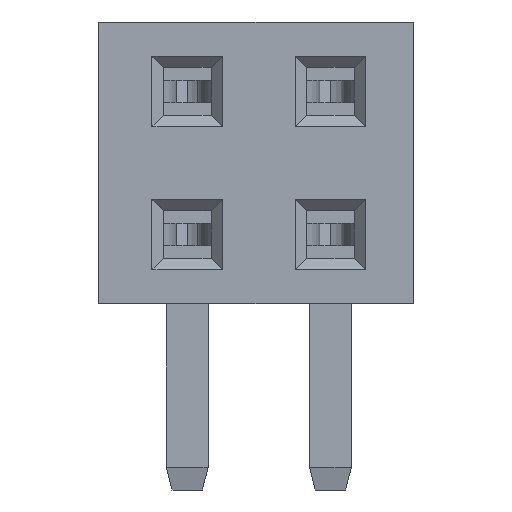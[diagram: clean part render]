
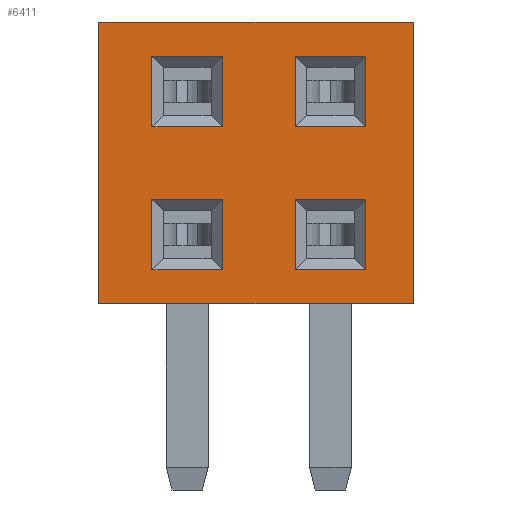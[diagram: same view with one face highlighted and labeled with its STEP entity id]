
A CAD part, left-side view. The second image highlights one B-rep face of the part: STEP entity #6411.
In plain terms, the highlighted face is planar.
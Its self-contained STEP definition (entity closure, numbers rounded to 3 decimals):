
#780=ORIENTED_EDGE('',*,*,#1763,.T.);
#781=ORIENTED_EDGE('',*,*,#1757,.T.);
#782=ORIENTED_EDGE('',*,*,#1759,.T.);
#783=ORIENTED_EDGE('',*,*,#1765,.T.);
#784=ORIENTED_EDGE('',*,*,#1831,.T.);
#785=ORIENTED_EDGE('',*,*,#1825,.T.);
#786=ORIENTED_EDGE('',*,*,#1827,.T.);
#787=ORIENTED_EDGE('',*,*,#1833,.T.);
#788=ORIENTED_EDGE('',*,*,#1865,.F.);
#789=ORIENTED_EDGE('',*,*,#1879,.F.);
#790=ORIENTED_EDGE('',*,*,#1871,.T.);
#791=ORIENTED_EDGE('',*,*,#1877,.T.);
#792=ORIENTED_EDGE('',*,*,#1797,.T.);
#793=ORIENTED_EDGE('',*,*,#1791,.T.);
#794=ORIENTED_EDGE('',*,*,#1793,.T.);
#795=ORIENTED_EDGE('',*,*,#1799,.T.);
#796=ORIENTED_EDGE('',*,*,#1729,.T.);
#797=ORIENTED_EDGE('',*,*,#1723,.T.);
#798=ORIENTED_EDGE('',*,*,#1725,.T.);
#799=ORIENTED_EDGE('',*,*,#1731,.T.);
#1723=EDGE_CURVE('',#2349,#2351,#2759,.T.);
#1725=EDGE_CURVE('',#2351,#2352,#2761,.T.);
#1729=EDGE_CURVE('',#2354,#2349,#2765,.T.);
#1731=EDGE_CURVE('',#2352,#2354,#2767,.T.);
#1757=EDGE_CURVE('',#2365,#2367,#2793,.T.);
#1759=EDGE_CURVE('',#2367,#2368,#2795,.T.);
#1763=EDGE_CURVE('',#2370,#2365,#2799,.T.);
#1765=EDGE_CURVE('',#2368,#2370,#2801,.T.);
#1791=EDGE_CURVE('',#2381,#2383,#2827,.T.);
#1793=EDGE_CURVE('',#2383,#2385,#2829,.T.);
#1797=EDGE_CURVE('',#2387,#2381,#2833,.T.);
#1799=EDGE_CURVE('',#2385,#2387,#2835,.T.);
#1825=EDGE_CURVE('',#2397,#2399,#2861,.T.);
#1827=EDGE_CURVE('',#2399,#2401,#2863,.T.);
#1831=EDGE_CURVE('',#2403,#2397,#2867,.T.);
#1833=EDGE_CURVE('',#2401,#2403,#2869,.T.);
#1865=EDGE_CURVE('',#2421,#2422,#2901,.T.);
#1871=EDGE_CURVE('',#2425,#2427,#2907,.T.);
#1877=EDGE_CURVE('',#2427,#2422,#2913,.T.);
#1879=EDGE_CURVE('',#2425,#2421,#2915,.T.);
#2349=VERTEX_POINT('',#8710);
#2351=VERTEX_POINT('',#8714);
#2352=VERTEX_POINT('',#8718);
#2354=VERTEX_POINT('',#8724);
#2365=VERTEX_POINT('',#8770);
#2367=VERTEX_POINT('',#8774);
#2368=VERTEX_POINT('',#8778);
#2370=VERTEX_POINT('',#8784);
#2381=VERTEX_POINT('',#8830);
#2383=VERTEX_POINT('',#8834);
#2385=VERTEX_POINT('',#8839);
#2387=VERTEX_POINT('',#8845);
#2397=VERTEX_POINT('',#8890);
#2399=VERTEX_POINT('',#8894);
#2401=VERTEX_POINT('',#8899);
#2403=VERTEX_POINT('',#8905);
#2421=VERTEX_POINT('',#8968);
#2422=VERTEX_POINT('',#8970);
#2425=VERTEX_POINT('',#8977);
#2427=VERTEX_POINT('',#8981);
#2759=LINE('',#8715,#3339);
#2761=LINE('',#8720,#3341);
#2765=LINE('',#8727,#3345);
#2767=LINE('',#8730,#3347);
#2793=LINE('',#8775,#3373);
#2795=LINE('',#8780,#3375);
#2799=LINE('',#8787,#3379);
#2801=LINE('',#8790,#3381);
#2827=LINE('',#8835,#3407);
#2829=LINE('',#8840,#3409);
#2833=LINE('',#8847,#3413);
#2835=LINE('',#8850,#3415);
#2861=LINE('',#8895,#3441);
#2863=LINE('',#8900,#3443);
#2867=LINE('',#8907,#3447);
#2869=LINE('',#8910,#3449);
#2901=LINE('',#8969,#3481);
#2907=LINE('',#8982,#3487);
#2913=LINE('',#8991,#3493);
#2915=LINE('',#8994,#3495);
#3339=VECTOR('',#7269,1000.);
#3341=VECTOR('',#7273,1000.);
#3345=VECTOR('',#7279,1000.);
#3347=VECTOR('',#7283,1000.);
#3373=VECTOR('',#7323,1000.);
#3375=VECTOR('',#7327,1000.);
#3379=VECTOR('',#7333,1000.);
#3381=VECTOR('',#7337,1000.);
#3407=VECTOR('',#7377,1000.);
#3409=VECTOR('',#7381,1000.);
#3413=VECTOR('',#7387,1000.);
#3415=VECTOR('',#7391,1000.);
#3441=VECTOR('',#7431,1000.);
#3443=VECTOR('',#7435,1000.);
#3447=VECTOR('',#7441,1000.);
#3449=VECTOR('',#7445,1000.);
#3481=VECTOR('',#7495,1000.);
#3487=VECTOR('',#7503,1000.);
#3493=VECTOR('',#7515,1000.);
#3495=VECTOR('',#7519,1000.);
#3801=EDGE_LOOP('',(#780,#781,#782,#783));
#3802=EDGE_LOOP('',(#784,#785,#786,#787));
#3803=EDGE_LOOP('',(#788,#789,#790,#791));
#3804=EDGE_LOOP('',(#792,#793,#794,#795));
#3805=EDGE_LOOP('',(#796,#797,#798,#799));
#4071=FACE_BOUND('',#3801,.T.);
#4072=FACE_BOUND('',#3802,.T.);
#4073=FACE_BOUND('',#3803,.T.);
#4074=FACE_BOUND('',#3804,.T.);
#4075=FACE_BOUND('',#3805,.T.);
#4337=PLANE('',#6696);
#6411=ADVANCED_FACE('',(#4071,#4072,#4073,#4074,#4075),#4337,.T.);
#6696=AXIS2_PLACEMENT_3D('',#9012,#7546,#7547);
#7269=DIRECTION('',(0.,1.,0.));
#7273=DIRECTION('',(1.,0.,0.));
#7279=DIRECTION('',(-1.,0.,0.));
#7283=DIRECTION('',(0.,-1.,0.));
#7323=DIRECTION('',(0.,1.,0.));
#7327=DIRECTION('',(1.,0.,0.));
#7333=DIRECTION('',(-1.,0.,0.));
#7337=DIRECTION('',(0.,-1.,0.));
#7377=DIRECTION('',(0.,1.,0.));
#7381=DIRECTION('',(1.,0.,0.));
#7387=DIRECTION('',(-1.,0.,0.));
#7391=DIRECTION('',(0.,-1.,0.));
#7431=DIRECTION('',(0.,1.,0.));
#7435=DIRECTION('',(1.,0.,0.));
#7441=DIRECTION('',(-1.,0.,0.));
#7445=DIRECTION('',(0.,-1.,0.));
#7495=DIRECTION('',(1.,0.,0.));
#7503=DIRECTION('',(1.,0.,0.));
#7515=DIRECTION('',(0.,1.,0.));
#7519=DIRECTION('',(0.,1.,0.));
#7546=DIRECTION('',(0.,0.,1.));
#7547=DIRECTION('',(1.,0.,0.));
#8710=CARTESIAN_POINT('',(0.695,-1.895,4.25));
#8714=CARTESIAN_POINT('',(0.695,-0.645,4.25));
#8715=CARTESIAN_POINT('',(0.695,-2.5,4.25));
#8718=CARTESIAN_POINT('',(1.945,-0.645,4.25));
#8720=CARTESIAN_POINT('',(-2.79,-0.645,4.25));
#8724=CARTESIAN_POINT('',(1.945,-1.895,4.25));
#8727=CARTESIAN_POINT('',(-2.79,-1.895,4.25));
#8730=CARTESIAN_POINT('',(1.945,-2.5,4.25));
#8770=CARTESIAN_POINT('',(-1.845,-1.895,4.25));
#8774=CARTESIAN_POINT('',(-1.845,-0.645,4.25));
#8775=CARTESIAN_POINT('',(-1.845,-2.5,4.25));
#8778=CARTESIAN_POINT('',(-0.595,-0.645,4.25));
#8780=CARTESIAN_POINT('',(-2.79,-0.645,4.25));
#8784=CARTESIAN_POINT('',(-0.595,-1.895,4.25));
#8787=CARTESIAN_POINT('',(-2.79,-1.895,4.25));
#8790=CARTESIAN_POINT('',(-0.595,-2.5,4.25));
#8830=CARTESIAN_POINT('',(0.695,0.645,4.25));
#8834=CARTESIAN_POINT('',(0.695,1.895,4.25));
#8835=CARTESIAN_POINT('',(0.695,-2.5,4.25));
#8839=CARTESIAN_POINT('',(1.945,1.895,4.25));
#8840=CARTESIAN_POINT('',(-2.79,1.895,4.25));
#8845=CARTESIAN_POINT('',(1.945,0.645,4.25));
#8847=CARTESIAN_POINT('',(-2.79,0.645,4.25));
#8850=CARTESIAN_POINT('',(1.945,-2.5,4.25));
#8890=CARTESIAN_POINT('',(-1.845,0.645,4.25));
#8894=CARTESIAN_POINT('',(-1.845,1.895,4.25));
#8895=CARTESIAN_POINT('',(-1.845,-2.5,4.25));
#8899=CARTESIAN_POINT('',(-0.595,1.895,4.25));
#8900=CARTESIAN_POINT('',(-2.79,1.895,4.25));
#8905=CARTESIAN_POINT('',(-0.595,0.645,4.25));
#8907=CARTESIAN_POINT('',(-2.79,0.645,4.25));
#8910=CARTESIAN_POINT('',(-0.595,-2.5,4.25));
#8968=CARTESIAN_POINT('',(-2.79,2.5,4.25));
#8969=CARTESIAN_POINT('',(-2.79,2.5,4.25));
#8970=CARTESIAN_POINT('',(2.79,2.5,4.25));
#8977=CARTESIAN_POINT('',(-2.79,-2.5,4.25));
#8981=CARTESIAN_POINT('',(2.79,-2.5,4.25));
#8982=CARTESIAN_POINT('',(-2.79,-2.5,4.25));
#8991=CARTESIAN_POINT('',(2.79,-2.5,4.25));
#8994=CARTESIAN_POINT('',(-2.79,-2.5,4.25));
#9012=CARTESIAN_POINT('',(-2.79,-2.5,4.25));
